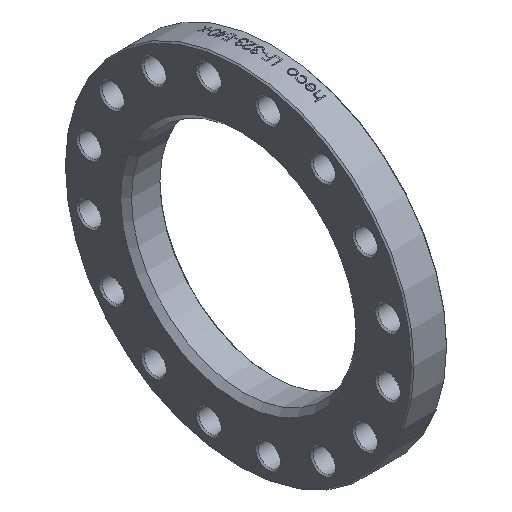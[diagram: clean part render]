
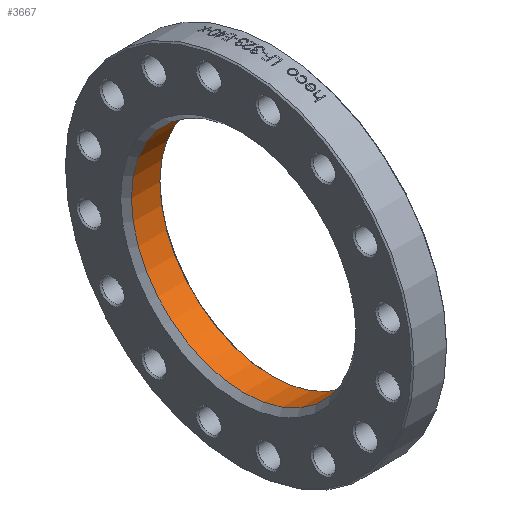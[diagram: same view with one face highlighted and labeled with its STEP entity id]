
A CAD part, isometric view. The second image highlights one B-rep face of the part: STEP entity #3667.
In plain terms, the highlighted cylindrical face has radius 166 mm (diameter 332 mm), a full revolution.
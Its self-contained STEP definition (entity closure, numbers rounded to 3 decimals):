
#43 = EDGE_LOOP ( 'NONE', ( #6745 ) ) ;
#130 = AXIS2_PLACEMENT_3D ( 'NONE', #4057, #4022, #1680 ) ;
#133 = CARTESIAN_POINT ( 'NONE',  ( 8., 0., 0. ) ) ;
#401 = CARTESIAN_POINT ( 'NONE',  ( 8., 0., -166. ) ) ;
#840 = VERTEX_POINT ( 'NONE', #877 ) ;
#877 = CARTESIAN_POINT ( 'NONE',  ( 50., 0., 166. ) ) ;
#1270 = CARTESIAN_POINT ( 'NONE',  ( 50., 0., 0. ) ) ;
#1680 = DIRECTION ( 'NONE',  ( 0., 0., 1. ) ) ;
#1754 = FACE_OUTER_BOUND ( 'NONE', #43, .T. ) ;
#2240 = EDGE_LOOP ( 'NONE', ( #2365 ) ) ;
#2365 = ORIENTED_EDGE ( 'NONE', *, *, #5256, .T. ) ;
#2377 = DIRECTION ( 'NONE',  ( 0., 0., -1. ) ) ;
#2646 = VERTEX_POINT ( 'NONE', #401 ) ;
#3667 = ADVANCED_FACE ( 'NONE', ( #1754, #5205 ), #5060, .F. ) ;
#3726 = EDGE_CURVE ( 'NONE', #2646, #2646, #5212, .T. ) ;
#3949 = DIRECTION ( 'NONE',  ( -1., 0., 0. ) ) ;
#4022 = DIRECTION ( 'NONE',  ( -1., 0., 0. ) ) ;
#4057 = CARTESIAN_POINT ( 'NONE',  ( 0., 0., 0. ) ) ;
#4603 = DIRECTION ( 'NONE',  ( 1., 0., 0. ) ) ;
#5060 = CYLINDRICAL_SURFACE ( 'NONE', #130, 166. ) ;
#5201 = DIRECTION ( 'NONE',  ( 0., 0., 1. ) ) ;
#5205 = FACE_OUTER_BOUND ( 'NONE', #2240, .T. ) ;
#5212 = CIRCLE ( 'NONE', #6166, 166. ) ;
#5256 = EDGE_CURVE ( 'NONE', #840, #840, #7058, .T. ) ;
#6166 = AXIS2_PLACEMENT_3D ( 'NONE', #133, #3949, #2377 ) ;
#6745 = ORIENTED_EDGE ( 'NONE', *, *, #3726, .T. ) ;
#7058 = CIRCLE ( 'NONE', #7290, 166. ) ;
#7290 = AXIS2_PLACEMENT_3D ( 'NONE', #1270, #4603, #5201 ) ;
